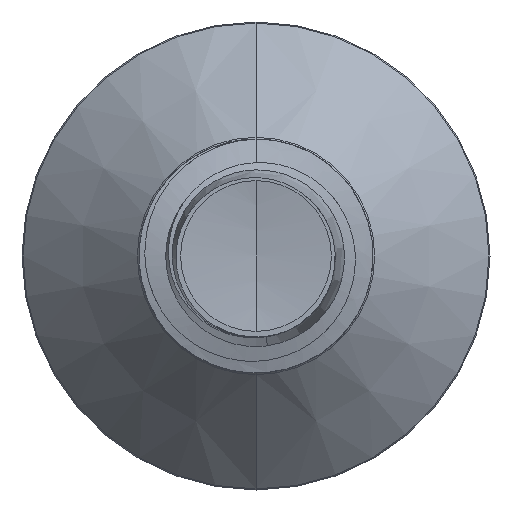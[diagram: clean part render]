
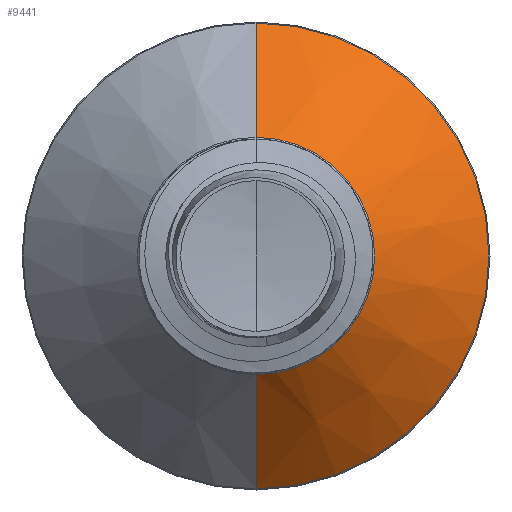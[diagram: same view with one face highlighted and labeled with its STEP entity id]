
A CAD part, front view. The second image highlights one B-rep face of the part: STEP entity #9441.
In plain terms, the highlighted conical face has half-angle 45 degrees and reference radius 1.522 mm.
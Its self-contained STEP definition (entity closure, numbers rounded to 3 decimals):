
#287 = VERTEX_POINT ( 'NONE', #13189 ) ;
#306 = LINE ( 'NONE', #19731, #8726 ) ;
#604 = EDGE_LOOP ( 'NONE', ( #20611, #13100, #9292, #5524 ) ) ;
#1404 = VECTOR ( 'NONE', #4799, 1000. ) ;
#1716 = DIRECTION ( 'NONE',  ( 0., 1., 0. ) ) ;
#2297 = CIRCLE ( 'NONE', #6346, 2.987 ) ;
#2343 = CARTESIAN_POINT ( 'NONE',  ( 0., 6.937, 0. ) ) ;
#3892 = CARTESIAN_POINT ( 'NONE',  ( 0., 6.937, 2.987 ) ) ;
#4053 = DIRECTION ( 'NONE',  ( 0., 0., 1. ) ) ;
#4799 = DIRECTION ( 'NONE',  ( 0., 0.707, -0.707 ) ) ;
#5524 = ORIENTED_EDGE ( 'NONE', *, *, #11146, .F. ) ;
#5844 = VERTEX_POINT ( 'NONE', #3892 ) ;
#5946 = LINE ( 'NONE', #12687, #1404 ) ;
#6228 = AXIS2_PLACEMENT_3D ( 'NONE', #6353, #11196, #7970 ) ;
#6346 = AXIS2_PLACEMENT_3D ( 'NONE', #2343, #13811, #4053 ) ;
#6353 = CARTESIAN_POINT ( 'NONE',  ( 0., 5.472, 0. ) ) ;
#7001 = EDGE_CURVE ( 'NONE', #5844, #7617, #2297, .T. ) ;
#7617 = VERTEX_POINT ( 'NONE', #10906 ) ;
#7970 = DIRECTION ( 'NONE',  ( 0., 0., 1. ) ) ;
#8503 = DIRECTION ( 'NONE',  ( 0., 0.707, 0.707 ) ) ;
#8726 = VECTOR ( 'NONE', #8503, 1000. ) ;
#9292 = ORIENTED_EDGE ( 'NONE', *, *, #7001, .F. ) ;
#9441 = ADVANCED_FACE ( 'NONE', ( #11479 ), #14300, .T. ) ;
#10750 = EDGE_CURVE ( 'NONE', #18897, #7617, #5946, .T. ) ;
#10906 = CARTESIAN_POINT ( 'NONE',  ( 0., 6.937, -2.987 ) ) ;
#11146 = EDGE_CURVE ( 'NONE', #287, #5844, #306, .T. ) ;
#11196 = DIRECTION ( 'NONE',  ( 0., 1., 0. ) ) ;
#11479 = FACE_OUTER_BOUND ( 'NONE', #604, .T. ) ;
#11565 = CARTESIAN_POINT ( 'NONE',  ( 0., 5.472, 0. ) ) ;
#12687 = CARTESIAN_POINT ( 'NONE',  ( 0., 5.472, -1.522 ) ) ;
#13100 = ORIENTED_EDGE ( 'NONE', *, *, #10750, .T. ) ;
#13189 = CARTESIAN_POINT ( 'NONE',  ( 0., 5.472, 1.522 ) ) ;
#13228 = DIRECTION ( 'NONE',  ( 0., 0., 1. ) ) ;
#13344 = CARTESIAN_POINT ( 'NONE',  ( 0., 5.472, -1.522 ) ) ;
#13811 = DIRECTION ( 'NONE',  ( 0., 1., 0. ) ) ;
#14010 = AXIS2_PLACEMENT_3D ( 'NONE', #11565, #1716, #13228 ) ;
#14300 = CONICAL_SURFACE ( 'NONE', #6228, 1.522, 0.785 ) ;
#18897 = VERTEX_POINT ( 'NONE', #13344 ) ;
#19731 = CARTESIAN_POINT ( 'NONE',  ( 0., 5.472, 1.522 ) ) ;
#20469 = EDGE_CURVE ( 'NONE', #287, #18897, #20738, .T. ) ;
#20611 = ORIENTED_EDGE ( 'NONE', *, *, #20469, .T. ) ;
#20738 = CIRCLE ( 'NONE', #14010, 1.522 ) ;
